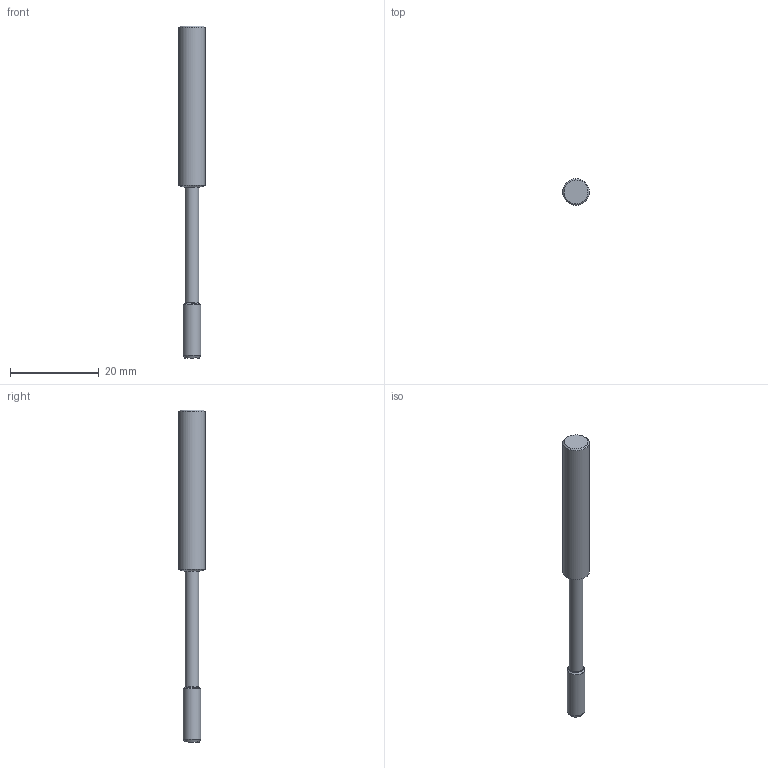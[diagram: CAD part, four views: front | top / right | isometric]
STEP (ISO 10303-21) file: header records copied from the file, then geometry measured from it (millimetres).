
FILE_DESCRIPTION(('3-D model version:1'), '1');
FILE_NAME('435.B-0400-A1-XF H10F', '2015-11-09T08:31:39', ('InteractiveCad'), ('AB Sandvik Coromant'), 'HarmonyWare STEP v2.0.0 Express v1.2.0.0', 'T3D tool generator', 'Unknown');
FILE_SCHEMA(('AUTOMOTIVE_DESIGN'));
Length unit declared in the file: millimetre
Products named in the file (4): NONE
Assembly tree (3 placements, depth 2):
  NONE
    NONE
    NONE
    NONE
Bounding box: 6 x 5.99 x 75 mm (x, y, z)
Volume: 1380.8 mm3; surface area: 1407.2 mm2
Topology: 2 solids, 2 shells, 12 faces, 25 edges, 19 vertices
Faces by surface type: bspline 10, plane 2
Entity records: 611 total; most frequent: CARTESIAN_POINT 329, ORIENTED_EDGE 42, DIRECTION 22, EDGE_CURVE 21, B_SPLINE_CURVE_WITH_KNOTS 14, ADVANCED_FACE 12, FACE_OUTER_BOUND 12, EDGE_LOOP 12
